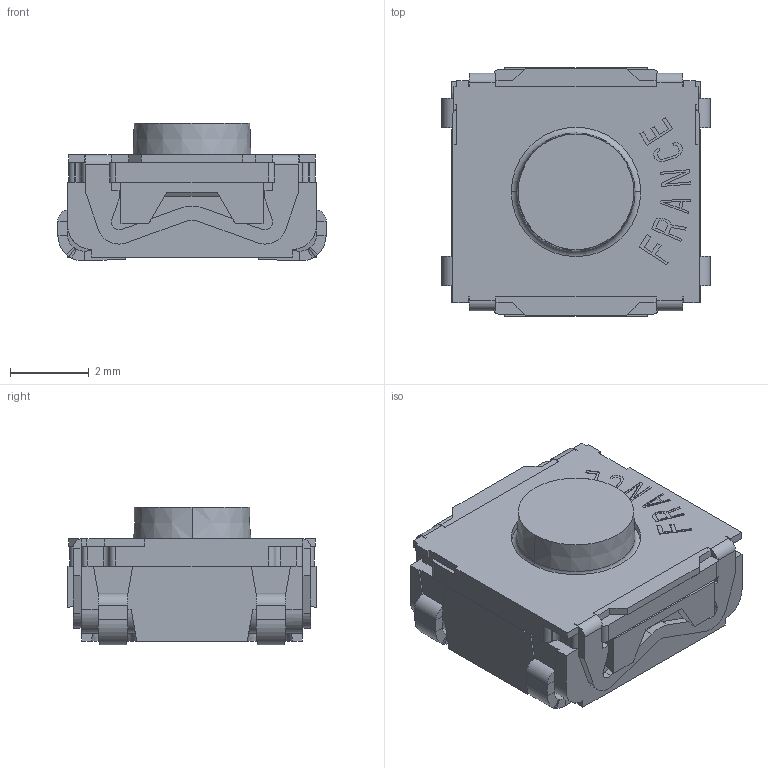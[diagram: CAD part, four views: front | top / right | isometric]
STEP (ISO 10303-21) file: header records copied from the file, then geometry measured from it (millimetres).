
FILE_DESCRIPTION((''),'2;1');
FILE_NAME('CU31B41137FPXTS_SW0001','2018-11-19T',('lb9412d'),(''),'CREO PARAMETRIC BY PTC INC, 2016380','CREO PARAMETRIC BY PTC INC, 2016380','');
FILE_SCHEMA(('CONFIG_CONTROL_DESIGN'));
Length unit declared in the file: millimetre
Products named in the file (1): CU31B41137FPXTS_SW0001
Bounding box: 6.8 x 6.3 x 3.5 mm (x, y, z)
Volume: 99.2 mm3; surface area: 195.3 mm2
Topology: 1 solids, 1 shells, 567 faces, 1566 edges, 1006 vertices
Faces by surface type: plane 468, cylinder 69, bspline 16, cone 12, torus 2
Entity records: 26638 total; most frequent: CARTESIAN_POINT 3841, ORIENTED_EDGE 3132, DIRECTION 2790, PRESENTATION_STYLE_ASSIGNMENT 2039, STYLED_ITEM 1567, CURVE_STYLE 1566, EDGE_CURVE 1566, VECTOR 1332
